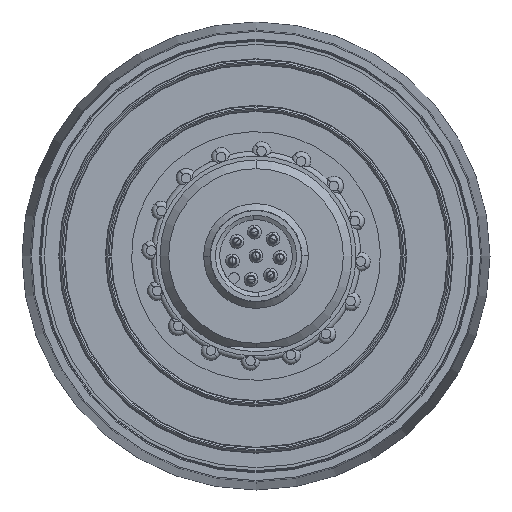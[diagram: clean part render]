
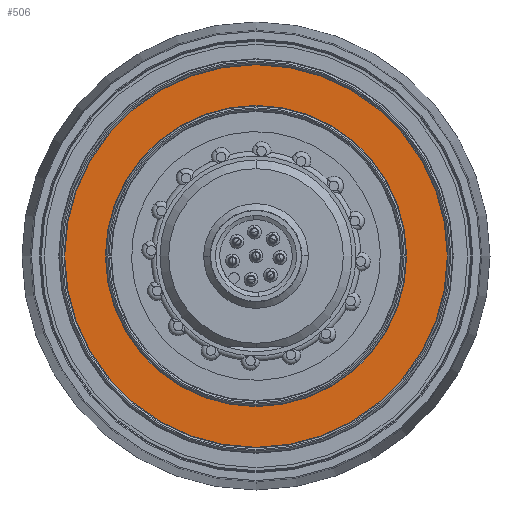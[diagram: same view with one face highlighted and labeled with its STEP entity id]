
A CAD part, front view. The second image highlights one B-rep face of the part: STEP entity #506.
In plain terms, the highlighted planar face has unit normal (0, -1, 0).
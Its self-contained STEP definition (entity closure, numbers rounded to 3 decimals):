
#308 = CARTESIAN_POINT ( 'NONE',  ( 0., -0.34, 0. ) ) ;
#318 = VERTEX_POINT ( 'NONE', #6178 ) ;
#506 = ADVANCED_FACE ( 'NONE', ( #4895, #7929 ), #7882, .T. ) ;
#867 = VERTEX_POINT ( 'NONE', #9624 ) ;
#1471 = EDGE_LOOP ( 'NONE', ( #7810, #4803 ) ) ;
#1938 = DIRECTION ( 'NONE',  ( 1., 0., 0. ) ) ;
#2346 = ORIENTED_EDGE ( 'NONE', *, *, #9219, .T. ) ;
#2549 = AXIS2_PLACEMENT_3D ( 'NONE', #308, #9254, #1938 ) ;
#2660 = CARTESIAN_POINT ( 'NONE',  ( 0., -0.34, 0. ) ) ;
#2697 = DIRECTION ( 'NONE',  ( 0., -1., 0. ) ) ;
#3018 = AXIS2_PLACEMENT_3D ( 'NONE', #3049, #8307, #8907 ) ;
#3049 = CARTESIAN_POINT ( 'NONE',  ( 0., -0.34, 0. ) ) ;
#3385 = VERTEX_POINT ( 'NONE', #3522 ) ;
#3522 = CARTESIAN_POINT ( 'NONE',  ( -17.244, -0.34, 0. ) ) ;
#3698 = AXIS2_PLACEMENT_3D ( 'NONE', #4209, #7212, #4102 ) ;
#3839 = EDGE_LOOP ( 'NONE', ( #2346, #4034 ) ) ;
#4034 = ORIENTED_EDGE ( 'NONE', *, *, #8255, .T. ) ;
#4102 = DIRECTION ( 'NONE',  ( 1., 0., 0. ) ) ;
#4209 = CARTESIAN_POINT ( 'NONE',  ( 0., -0.34, 0. ) ) ;
#4803 = ORIENTED_EDGE ( 'NONE', *, *, #5790, .T. ) ;
#4895 = FACE_OUTER_BOUND ( 'NONE', #1471, .T. ) ;
#5228 = EDGE_CURVE ( 'NONE', #867, #318, #7689, .T. ) ;
#5528 = CIRCLE ( 'NONE', #9603, 21.912 ) ;
#5672 = DIRECTION ( 'NONE',  ( 0., -1., 0. ) ) ;
#5790 = EDGE_CURVE ( 'NONE', #318, #867, #5528, .T. ) ;
#6178 = CARTESIAN_POINT ( 'NONE',  ( -21.912, -0.34, 0. ) ) ;
#6461 = DIRECTION ( 'NONE',  ( 1., 0., 0. ) ) ;
#6813 = CIRCLE ( 'NONE', #2549, 17.244 ) ;
#7059 = VERTEX_POINT ( 'NONE', #7292 ) ;
#7212 = DIRECTION ( 'NONE',  ( 0., -1., 0. ) ) ;
#7232 = AXIS2_PLACEMENT_3D ( 'NONE', #2660, #5672, #6461 ) ;
#7281 = CIRCLE ( 'NONE', #3018, 17.244 ) ;
#7292 = CARTESIAN_POINT ( 'NONE',  ( 17.244, -0.34, 0. ) ) ;
#7689 = CIRCLE ( 'NONE', #7232, 21.912 ) ;
#7810 = ORIENTED_EDGE ( 'NONE', *, *, #5228, .T. ) ;
#7882 = PLANE ( 'NONE',  #3698 ) ;
#7929 = FACE_BOUND ( 'NONE', #3839, .T. ) ;
#8255 = EDGE_CURVE ( 'NONE', #3385, #7059, #7281, .T. ) ;
#8307 = DIRECTION ( 'NONE',  ( 0., 1., 0. ) ) ;
#8657 = CARTESIAN_POINT ( 'NONE',  ( 0., -0.34, 0. ) ) ;
#8907 = DIRECTION ( 'NONE',  ( 1., 0., 0. ) ) ;
#9219 = EDGE_CURVE ( 'NONE', #7059, #3385, #6813, .T. ) ;
#9254 = DIRECTION ( 'NONE',  ( 0., 1., 0. ) ) ;
#9491 = DIRECTION ( 'NONE',  ( 1., 0., 0. ) ) ;
#9603 = AXIS2_PLACEMENT_3D ( 'NONE', #8657, #2697, #9491 ) ;
#9624 = CARTESIAN_POINT ( 'NONE',  ( 21.912, -0.34, 0. ) ) ;
